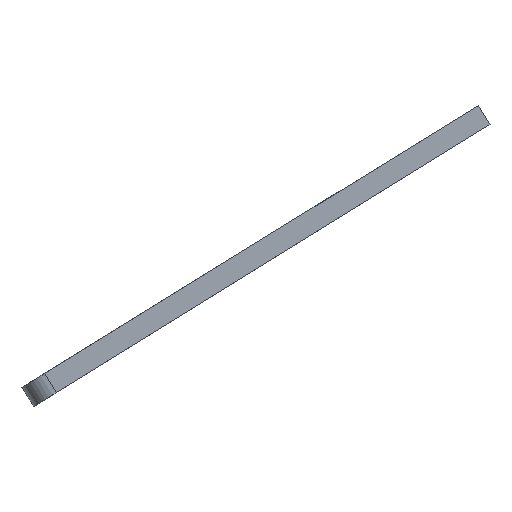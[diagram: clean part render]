
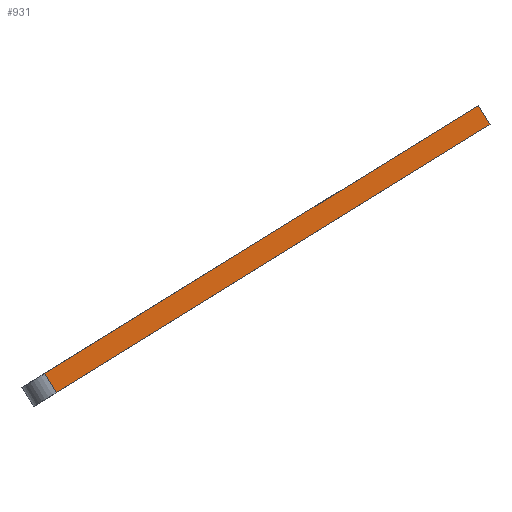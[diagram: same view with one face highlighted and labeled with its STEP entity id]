
A CAD part, front view. The second image highlights one B-rep face of the part: STEP entity #931.
In plain terms, the highlighted planar face has unit normal (0, -1, 0).
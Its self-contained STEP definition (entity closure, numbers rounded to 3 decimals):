
#71 = PLANE('',#72);
#72 = AXIS2_PLACEMENT_3D('',#73,#74,#75);
#73 = CARTESIAN_POINT('',(11384.735,22.278,
    3147.066));
#74 = DIRECTION('',(-0.526,0.,0.851));
#75 = DIRECTION('',(0.851,0.,0.526));
#121 = PLANE('',#122);
#122 = AXIS2_PLACEMENT_3D('',#123,#124,#125);
#123 = CARTESIAN_POINT('',(11363.495,22.278,
    3181.432));
#124 = DIRECTION('',(-0.526,0.,0.851));
#125 = DIRECTION('',(0.851,0.,0.526));
#270 = VERTEX_POINT('',#271);
#271 = CARTESIAN_POINT('',(11392.943,-548.,3199.632)
  );
#286 = CYLINDRICAL_SURFACE('',#287,48.);
#287 = AXIS2_PLACEMENT_3D('',#288,#289,#290);
#288 = CARTESIAN_POINT('',(11814.028,-500.,2518.309)
  );
#289 = DIRECTION('',(-0.526,0.,0.851));
#290 = DIRECTION('',(-0.851,0.,-0.526));
#298 = EDGE_CURVE('',#270,#299,#301,.T.);
#299 = VERTEX_POINT('',#300);
#300 = CARTESIAN_POINT('',(12175.54,-548.,3683.309));
#301 = SURFACE_CURVE('',#302,(#306,#312),.PCURVE_S1.);
#302 = LINE('',#303,#304);
#303 = CARTESIAN_POINT('',(6540.775,-548.,200.796));
#304 = VECTOR('',#305,1.);
#305 = DIRECTION('',(0.851,-0.,0.526));
#306 = PCURVE('',#121,#307);
#307 = DEFINITIONAL_REPRESENTATION('',(#308),#311);
#308 = B_SPLINE_CURVE_WITH_KNOTS('',1,(#309,#310),.UNSPECIFIED.,.F.,.F.,
  (2,2),(5557.083,6721.083),
  .PIECEWISE_BEZIER_KNOTS.);
#309 = CARTESIAN_POINT('',(-112.381,-570.278));
#310 = CARTESIAN_POINT('',(1051.619,-570.278));
#311 = ( GEOMETRIC_REPRESENTATION_CONTEXT(2) 
PARAMETRIC_REPRESENTATION_CONTEXT() REPRESENTATION_CONTEXT('2D SPACE',''
  ) );
#312 = PCURVE('',#313,#318);
#313 = PLANE('',#314);
#314 = AXIS2_PLACEMENT_3D('',#315,#316,#317);
#315 = CARTESIAN_POINT('',(0.,-548.,0.));
#316 = DIRECTION('',(0.,1.,0.));
#317 = DIRECTION('',(1.,0.,-0.));
#318 = DEFINITIONAL_REPRESENTATION('',(#319),#322);
#319 = B_SPLINE_CURVE_WITH_KNOTS('',1,(#320,#321),.UNSPECIFIED.,.F.,.F.,
  (2,2),(5557.083,6721.083),
  .PIECEWISE_BEZIER_KNOTS.);
#320 = CARTESIAN_POINT('',(11267.898,-3122.349));
#321 = CARTESIAN_POINT('',(12258.053,-3734.305));
#322 = ( GEOMETRIC_REPRESENTATION_CONTEXT(2) 
PARAMETRIC_REPRESENTATION_CONTEXT() REPRESENTATION_CONTEXT('2D SPACE',''
  ) );
#339 = PLANE('',#340);
#340 = AXIS2_PLACEMENT_3D('',#341,#342,#343);
#341 = CARTESIAN_POINT('',(10457.485,0.,6463.149));
#342 = DIRECTION('',(0.851,0.,0.526));
#343 = DIRECTION('',(0.,-1.,0.));
#563 = VERTEX_POINT('',#564);
#564 = CARTESIAN_POINT('',(11414.183,-548.,3165.266)
  );
#586 = EDGE_CURVE('',#563,#587,#589,.T.);
#587 = VERTEX_POINT('',#588);
#588 = CARTESIAN_POINT('',(12196.779,-548.,3648.942)
  );
#589 = SURFACE_CURVE('',#590,(#594,#600),.PCURVE_S1.);
#590 = LINE('',#591,#592);
#591 = CARTESIAN_POINT('',(6562.014,-548.,166.429));
#592 = VECTOR('',#593,1.);
#593 = DIRECTION('',(0.851,-0.,0.526));
#594 = PCURVE('',#71,#595);
#595 = DEFINITIONAL_REPRESENTATION('',(#596),#599);
#596 = B_SPLINE_CURVE_WITH_KNOTS('',1,(#597,#598),.UNSPECIFIED.,.F.,.F.,
  (2,2),(5557.083,6721.083),
  .PIECEWISE_BEZIER_KNOTS.);
#597 = CARTESIAN_POINT('',(-112.381,-570.278));
#598 = CARTESIAN_POINT('',(1051.619,-570.278));
#599 = ( GEOMETRIC_REPRESENTATION_CONTEXT(2) 
PARAMETRIC_REPRESENTATION_CONTEXT() REPRESENTATION_CONTEXT('2D SPACE',''
  ) );
#600 = PCURVE('',#313,#601);
#601 = DEFINITIONAL_REPRESENTATION('',(#602),#605);
#602 = B_SPLINE_CURVE_WITH_KNOTS('',1,(#603,#604),.UNSPECIFIED.,.F.,.F.,
  (2,2),(5557.083,6721.083),
  .PIECEWISE_BEZIER_KNOTS.);
#603 = CARTESIAN_POINT('',(11289.138,-3087.983));
#604 = CARTESIAN_POINT('',(12279.292,-3699.939));
#605 = ( GEOMETRIC_REPRESENTATION_CONTEXT(2) 
PARAMETRIC_REPRESENTATION_CONTEXT() REPRESENTATION_CONTEXT('2D SPACE',''
  ) );
#909 = EDGE_CURVE('',#299,#587,#910,.T.);
#910 = SURFACE_CURVE('',#911,(#915,#922),.PCURVE_S1.);
#911 = LINE('',#912,#913);
#912 = CARTESIAN_POINT('',(10457.485,-548.,6463.149)
  );
#913 = VECTOR('',#914,1.);
#914 = DIRECTION('',(0.526,0.,-0.851));
#915 = PCURVE('',#339,#916);
#916 = DEFINITIONAL_REPRESENTATION('',(#917),#921);
#917 = LINE('',#918,#919);
#918 = CARTESIAN_POINT('',(548.,0.));
#919 = VECTOR('',#920,1.);
#920 = DIRECTION('',(0.,1.));
#921 = ( GEOMETRIC_REPRESENTATION_CONTEXT(2) 
PARAMETRIC_REPRESENTATION_CONTEXT() REPRESENTATION_CONTEXT('2D SPACE',''
  ) );
#922 = PCURVE('',#313,#923);
#923 = DEFINITIONAL_REPRESENTATION('',(#924),#928);
#924 = LINE('',#925,#926);
#925 = CARTESIAN_POINT('',(10457.485,-6463.149));
#926 = VECTOR('',#927,1.);
#927 = DIRECTION('',(0.526,0.851));
#928 = ( GEOMETRIC_REPRESENTATION_CONTEXT(2) 
PARAMETRIC_REPRESENTATION_CONTEXT() REPRESENTATION_CONTEXT('2D SPACE',''
  ) );
#931 = ADVANCED_FACE('',(#932),#313,.F.);
#932 = FACE_BOUND('',#933,.F.);
#933 = EDGE_LOOP('',(#934,#935,#936,#957));
#934 = ORIENTED_EDGE('',*,*,#909,.T.);
#935 = ORIENTED_EDGE('',*,*,#586,.F.);
#936 = ORIENTED_EDGE('',*,*,#937,.T.);
#937 = EDGE_CURVE('',#563,#270,#938,.T.);
#938 = SURFACE_CURVE('',#939,(#943,#950),.PCURVE_S1.);
#939 = LINE('',#940,#941);
#940 = CARTESIAN_POINT('',(11814.028,-548.,2518.309)
  );
#941 = VECTOR('',#942,1.);
#942 = DIRECTION('',(-0.526,0.,0.851));
#943 = PCURVE('',#313,#944);
#944 = DEFINITIONAL_REPRESENTATION('',(#945),#949);
#945 = LINE('',#946,#947);
#946 = CARTESIAN_POINT('',(11814.028,-2518.309));
#947 = VECTOR('',#948,1.);
#948 = DIRECTION('',(-0.526,-0.851));
#949 = ( GEOMETRIC_REPRESENTATION_CONTEXT(2) 
PARAMETRIC_REPRESENTATION_CONTEXT() REPRESENTATION_CONTEXT('2D SPACE',''
  ) );
#950 = PCURVE('',#286,#951);
#951 = DEFINITIONAL_REPRESENTATION('',(#952),#956);
#952 = LINE('',#953,#954);
#953 = CARTESIAN_POINT('',(1.571,0.));
#954 = VECTOR('',#955,1.);
#955 = DIRECTION('',(0.,1.));
#956 = ( GEOMETRIC_REPRESENTATION_CONTEXT(2) 
PARAMETRIC_REPRESENTATION_CONTEXT() REPRESENTATION_CONTEXT('2D SPACE',''
  ) );
#957 = ORIENTED_EDGE('',*,*,#298,.T.);
